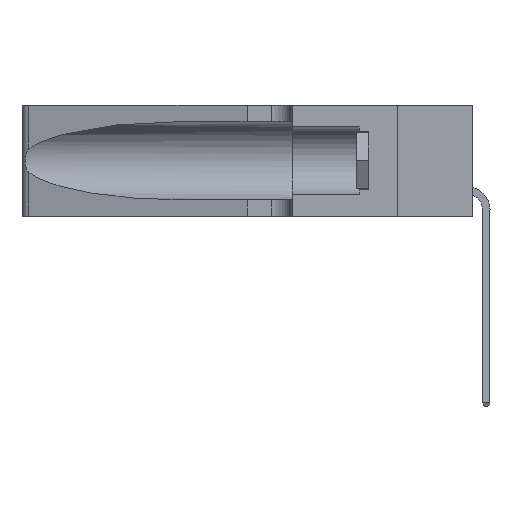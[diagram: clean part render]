
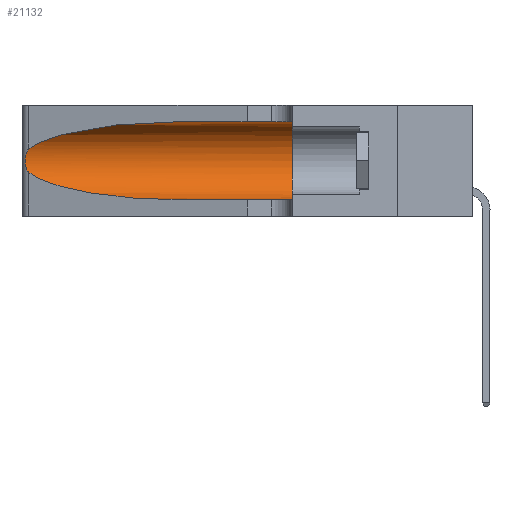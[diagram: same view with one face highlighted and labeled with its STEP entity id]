
A CAD part, left-side view. The second image highlights one B-rep face of the part: STEP entity #21132.
In plain terms, the highlighted cylindrical face has radius 3.308 mm (diameter 6.617 mm), a partial arc.
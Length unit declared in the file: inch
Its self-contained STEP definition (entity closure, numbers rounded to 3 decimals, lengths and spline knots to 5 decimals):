
#22 = CARTESIAN_POINT ( 'NONE',  ( 0.2373, 1.15595, 0.28018 ) ) ;
#506 = AXIS2_PLACEMENT_3D ( 'NONE', #34911, #22479, #31414 ) ;
#688 = LINE ( 'NONE', #18565, #29233 ) ;
#1073 = EDGE_CURVE ( 'NONE', #21018, #13527, #32485, .T. ) ;
#1130 = CARTESIAN_POINT ( 'NONE',  ( 0.25856, 1.23593, 0.16098 ) ) ;
#1948 = CARTESIAN_POINT ( 'NONE',  ( 0.1305, 0.72297, 0.05475 ) ) ;
#2083 = CARTESIAN_POINT ( 'NONE',  ( 0.1305, 0.72297, 0.31525 ) ) ;
#3084 = CARTESIAN_POINT ( 'NONE',  ( 0.25854, 1.2359, 0.20912 ) ) ;
#3133 = ORIENTED_EDGE ( 'NONE', *, *, #14793, .T. ) ;
#3403 = VERTEX_POINT ( 'NONE', #15382 ) ;
#4667 = VERTEX_POINT ( 'NONE', #11385 ) ;
#6502 = EDGE_CURVE ( 'NONE', #4667, #30999, #26631, .T. ) ;
#8478 = CARTESIAN_POINT ( 'NONE',  ( 0.1305, 0.72297, 0.05475 ) ) ;
#8985 = CARTESIAN_POINT ( 'NONE',  ( 0.25639, 1.23184, 0.21858 ) ) ;
#9223 = CARTESIAN_POINT ( 'NONE',  ( 0.26017, 1.23833, 0.17102 ) ) ;
#9479 = CARTESIAN_POINT ( 'NONE',  ( 0.25555, 1.22993, 0.14849 ) ) ;
#11130 = ORIENTED_EDGE ( 'NONE', *, *, #21411, .T. ) ;
#11385 = CARTESIAN_POINT ( 'NONE',  ( 0.25487, 1.22718, 0.14631 ) ) ;
#11585 = CYLINDRICAL_SURFACE ( 'NONE', #506, 0.13025 ) ;
#13324 = VECTOR ( 'NONE', #13788, 39.37008 ) ;
#13527 = VERTEX_POINT ( 'NONE', #34073 ) ;
#13788 = DIRECTION ( 'NONE',  ( 0., -1., 0. ) ) ;
#14284 = CARTESIAN_POINT ( 'NONE',  ( 0.1305, 0.72297, 0.31525 ) ) ;
#14630 = CARTESIAN_POINT ( 'NONE',  ( 0.25487, 1.22718, 0.14631 ) ) ;
#14793 = EDGE_CURVE ( 'NONE', #3403, #4667, #20163, .T. ) ;
#14876 = CARTESIAN_POINT ( 'NONE',  ( 0.25639, 1.23186, 0.15144 ) ) ;
#15382 = CARTESIAN_POINT ( 'NONE',  ( 0.25487, 1.22718, 0.22369 ) ) ;
#15432 = ORIENTED_EDGE ( 'NONE', *, *, #6502, .T. ) ;
#16437 = CARTESIAN_POINT ( 'NONE',  ( 0.18966, 0.96281, 0.31525 ) ) ;
#16883 = ORIENTED_EDGE ( 'NONE', *, *, #21604, .T. ) ;
#17303 = CARTESIAN_POINT ( 'NONE',  ( 0.25787, 1.23484, 0.2124 ) ) ;
#18565 = CARTESIAN_POINT ( 'NONE',  ( 0.1305, 1.61858, 0.31525 ) ) ;
#19083 = CARTESIAN_POINT ( 'NONE',  ( 0.2373, 1.15595, 0.08982 ) ) ;
#19147 = CARTESIAN_POINT ( 'NONE',  ( 0.25487, 1.22718, 0.22369 ) ) ;
#20163 = B_SPLINE_CURVE_WITH_KNOTS ( 'NONE', 3,
 ( #19147, #24700, #8985, #17303, #3084, #22608, #25152, #22841, #9223, #1130, #20569, #14876, #9479, #14630 ),
 .UNSPECIFIED., .F., .F.,
 ( 4, 2, 2, 2, 2, 2, 4 ),
 ( 0., 0.00027, 0.00053, 0.00107, 0.0016, 0.00187, 0.00214 ),
 .UNSPECIFIED. ) ;
#20569 = CARTESIAN_POINT ( 'NONE',  ( 0.25789, 1.23486, 0.15765 ) ) ;
#20849 = CARTESIAN_POINT ( 'NONE',  ( 0.1305, 0.35, 0.185 ) ) ;
#21018 = VERTEX_POINT ( 'NONE', #25849 ) ;
#21132 = ADVANCED_FACE ( 'NONE', ( #32787 ), #11585, .F. ) ;
#21411 = EDGE_CURVE ( 'NONE', #35356, #3403, #32797, .T. ) ;
#21604 = EDGE_CURVE ( 'NONE', #30999, #13527, #28020, .T. ) ;
#22079 = CARTESIAN_POINT ( 'NONE',  ( 0.25487, 1.22718, 0.22369 ) ) ;
#22257 = EDGE_LOOP ( 'NONE', ( #11130, #3133, #15432, #16883, #35260, #26187 ) ) ;
#22479 = DIRECTION ( 'NONE',  ( 0., -1., 0. ) ) ;
#22580 = EDGE_CURVE ( 'NONE', #35356, #21018, #688, .T. ) ;
#22608 = CARTESIAN_POINT ( 'NONE',  ( 0.26018, 1.23835, 0.19895 ) ) ;
#22841 = CARTESIAN_POINT ( 'NONE',  ( 0.26075, 1.23896, 0.178 ) ) ;
#23624 = DIRECTION ( 'NONE',  ( 0., 0., 1. ) ) ;
#24109 = DIRECTION ( 'NONE',  ( 0., -1., 0. ) ) ;
#24700 = CARTESIAN_POINT ( 'NONE',  ( 0.25555, 1.22994, 0.2215 ) ) ;
#25152 = CARTESIAN_POINT ( 'NONE',  ( 0.26075, 1.23896, 0.19203 ) ) ;
#25777 = AXIS2_PLACEMENT_3D ( 'NONE', #20849, #28964, #23624 ) ;
#25849 = CARTESIAN_POINT ( 'NONE',  ( 0.1305, 0.35, 0.31525 ) ) ;
#26187 = ORIENTED_EDGE ( 'NONE', *, *, #22580, .F. ) ;
#26631 =( BOUNDED_CURVE ( )  B_SPLINE_CURVE ( 3, ( #27222, #19083, #30214, #8478 ),
 .UNSPECIFIED., .F., .T. ) 
 B_SPLINE_CURVE_WITH_KNOTS ( ( 4, 4 ),
 ( 3.44316, 4.71239 ),
 .UNSPECIFIED. ) 
 CURVE ( )  GEOMETRIC_REPRESENTATION_ITEM ( )  RATIONAL_B_SPLINE_CURVE ( ( 1., 0.87, 0.87, 1. ) ) 
 REPRESENTATION_ITEM ( '' )  );
#27129 = CARTESIAN_POINT ( 'NONE',  ( 0.1305, 1.61858, 0.05475 ) ) ;
#27222 = CARTESIAN_POINT ( 'NONE',  ( 0.25487, 1.22718, 0.14631 ) ) ;
#28020 = LINE ( 'NONE', #27129, #13324 ) ;
#28964 = DIRECTION ( 'NONE',  ( 0., 1., 0. ) ) ;
#29233 = VECTOR ( 'NONE', #24109, 39.37008 ) ;
#30214 = CARTESIAN_POINT ( 'NONE',  ( 0.18966, 0.96281, 0.05475 ) ) ;
#30999 = VERTEX_POINT ( 'NONE', #1948 ) ;
#31414 = DIRECTION ( 'NONE',  ( 0., 0., -1. ) ) ;
#32485 = CIRCLE ( 'NONE', #25777, 0.13025 ) ;
#32787 = FACE_OUTER_BOUND ( 'NONE', #22257, .T. ) ;
#32797 =( BOUNDED_CURVE ( )  B_SPLINE_CURVE ( 3, ( #2083, #16437, #22, #22079 ),
 .UNSPECIFIED., .F., .F. ) 
 B_SPLINE_CURVE_WITH_KNOTS ( ( 4, 4 ),
 ( 1.5708, 2.84003 ),
 .UNSPECIFIED. ) 
 CURVE ( )  GEOMETRIC_REPRESENTATION_ITEM ( )  RATIONAL_B_SPLINE_CURVE ( ( 1., 0.87, 0.87, 1. ) ) 
 REPRESENTATION_ITEM ( '' )  );
#34073 = CARTESIAN_POINT ( 'NONE',  ( 0.1305, 0.35, 0.05475 ) ) ;
#34911 = CARTESIAN_POINT ( 'NONE',  ( 0.1305, 1.61858, 0.185 ) ) ;
#35260 = ORIENTED_EDGE ( 'NONE', *, *, #1073, .F. ) ;
#35356 = VERTEX_POINT ( 'NONE', #14284 ) ;
